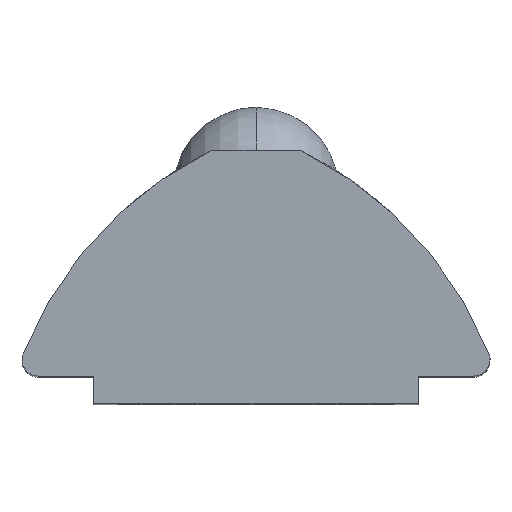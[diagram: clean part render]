
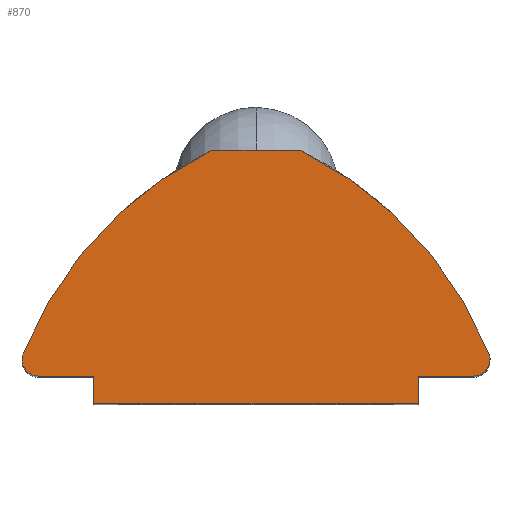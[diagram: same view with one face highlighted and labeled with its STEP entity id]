
A CAD part, top view. The second image highlights one B-rep face of the part: STEP entity #870.
In plain terms, the highlighted planar face has unit normal (0, 0, 1).
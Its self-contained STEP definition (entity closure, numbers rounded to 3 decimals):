
#10 = VERTEX_POINT ( 'NONE', #1748 ) ;
#38 = ORIENTED_EDGE ( 'NONE', *, *, #360, .T. ) ;
#45 = CARTESIAN_POINT ( 'NONE',  ( -2.95, 0.5, 12.5 ) ) ;
#54 = CARTESIAN_POINT ( 'NONE',  ( 3.95, 0.5, 12.5 ) ) ;
#64 = ORIENTED_EDGE ( 'NONE', *, *, #1378, .T. ) ;
#72 = CARTESIAN_POINT ( 'NONE',  ( -3.95, 0.5, 12.5 ) ) ;
#151 = EDGE_CURVE ( 'NONE', #1779, #172, #236, .T. ) ;
#152 = EDGE_CURVE ( 'NONE', #1685, #1405, #880, .T. ) ;
#172 = VERTEX_POINT ( 'NONE', #54 ) ;
#199 = CARTESIAN_POINT ( 'NONE',  ( -2.27, -1.691, 12.5 ) ) ;
#214 = EDGE_CURVE ( 'NONE', #1507, #1227, #249, .T. ) ;
#217 = ORIENTED_EDGE ( 'NONE', *, *, #403, .T. ) ;
#236 = LINE ( 'NONE', #761, #1368 ) ;
#249 = CIRCLE ( 'NONE', #966, 0.3 ) ;
#259 = CARTESIAN_POINT ( 'NONE',  ( -3.95, 0.8, 12.5 ) ) ;
#276 = DIRECTION ( 'NONE',  ( 0., 1., 0. ) ) ;
#286 = CARTESIAN_POINT ( 'NONE',  ( -3.95, 0.8, 12.5 ) ) ;
#313 = DIRECTION ( 'NONE',  ( 0., -1., 0. ) ) ;
#360 = EDGE_CURVE ( 'NONE', #1405, #1507, #562, .T. ) ;
#400 = EDGE_LOOP ( 'NONE', ( #545, #912, #217, #1415, #1137, #1539, #64, #1587, #38, #631, #1206 ) ) ;
#403 = EDGE_CURVE ( 'NONE', #979, #1779, #1511, .T. ) ;
#406 = CARTESIAN_POINT ( 'NONE',  ( 3.95, 0.8, 12.5 ) ) ;
#422 = DIRECTION ( 'NONE',  ( -1., 0., 0. ) ) ;
#446 = VECTOR ( 'NONE', #1703, 1000. ) ;
#458 = DIRECTION ( 'NONE',  ( 0., 0., 1. ) ) ;
#469 = CARTESIAN_POINT ( 'NONE',  ( -3.95, 0.8, 12.5 ) ) ;
#477 = EDGE_CURVE ( 'NONE', #172, #552, #1726, .T. ) ;
#508 = DIRECTION ( 'NONE',  ( -1., 0., 0. ) ) ;
#533 = DIRECTION ( 'NONE',  ( -1., 0., 0. ) ) ;
#537 = VECTOR ( 'NONE', #276, 1000. ) ;
#545 = ORIENTED_EDGE ( 'NONE', *, *, #942, .T. ) ;
#551 = LINE ( 'NONE', #759, #1464 ) ;
#552 = VERTEX_POINT ( 'NONE', #962 ) ;
#558 = DIRECTION ( 'NONE',  ( 0., 0., 1. ) ) ;
#562 = CIRCLE ( 'NONE', #1311, 0.3 ) ;
#563 = CIRCLE ( 'NONE', #1222, 7. ) ;
#601 = CARTESIAN_POINT ( 'NONE',  ( 2.95, 0.5, 12.5 ) ) ;
#619 = CARTESIAN_POINT ( 'NONE',  ( 2.27, -1.691, 12.5 ) ) ;
#631 = ORIENTED_EDGE ( 'NONE', *, *, #214, .T. ) ;
#667 = CARTESIAN_POINT ( 'NONE',  ( -0.8, 4.6, 12.5 ) ) ;
#700 = PLANE ( 'NONE',  #968 ) ;
#730 = VERTEX_POINT ( 'NONE', #1588 ) ;
#759 = CARTESIAN_POINT ( 'NONE',  ( -2.95, 0., 12.5 ) ) ;
#761 = CARTESIAN_POINT ( 'NONE',  ( 2.95, 0.5, 12.5 ) ) ;
#820 = AXIS2_PLACEMENT_3D ( 'NONE', #619, #888, #508 ) ;
#870 = ADVANCED_FACE ( 'NONE', ( #1113 ), #700, .F. ) ;
#880 = CIRCLE ( 'NONE', #820, 7. ) ;
#888 = DIRECTION ( 'NONE',  ( 0., 0., 1. ) ) ;
#898 = CARTESIAN_POINT ( 'NONE',  ( 2.95, 0., 12.5 ) ) ;
#912 = ORIENTED_EDGE ( 'NONE', *, *, #981, .T. ) ;
#936 = AXIS2_PLACEMENT_3D ( 'NONE', #406, #1777, #533 ) ;
#942 = EDGE_CURVE ( 'NONE', #1552, #10, #551, .T. ) ;
#946 = LINE ( 'NONE', #667, #1693 ) ;
#948 = DIRECTION ( 'NONE',  ( -1., 0., 0. ) ) ;
#962 = CARTESIAN_POINT ( 'NONE',  ( 4.228, 0.912, 12.5 ) ) ;
#966 = AXIS2_PLACEMENT_3D ( 'NONE', #469, #1727, #1738 ) ;
#968 = AXIS2_PLACEMENT_3D ( 'NONE', #286, #1377, #422 ) ;
#979 = VERTEX_POINT ( 'NONE', #898 ) ;
#981 = EDGE_CURVE ( 'NONE', #10, #979, #1582, .T. ) ;
#1006 = DIRECTION ( 'NONE',  ( 1., 0., 0. ) ) ;
#1069 = EDGE_CURVE ( 'NONE', #552, #730, #563, .T. ) ;
#1084 = CARTESIAN_POINT ( 'NONE',  ( -2.95, 0.5, 12.5 ) ) ;
#1113 = FACE_OUTER_BOUND ( 'NONE', #400, .T. ) ;
#1137 = ORIENTED_EDGE ( 'NONE', *, *, #477, .T. ) ;
#1188 = EDGE_CURVE ( 'NONE', #1227, #1552, #1295, .T. ) ;
#1206 = ORIENTED_EDGE ( 'NONE', *, *, #1188, .T. ) ;
#1222 = AXIS2_PLACEMENT_3D ( 'NONE', #199, #458, #1006 ) ;
#1227 = VERTEX_POINT ( 'NONE', #72 ) ;
#1295 = LINE ( 'NONE', #45, #446 ) ;
#1311 = AXIS2_PLACEMENT_3D ( 'NONE', #259, #558, #948 ) ;
#1368 = VECTOR ( 'NONE', #1440, 1000. ) ;
#1377 = DIRECTION ( 'NONE',  ( 0., 0., -1. ) ) ;
#1378 = EDGE_CURVE ( 'NONE', #730, #1685, #946, .T. ) ;
#1405 = VERTEX_POINT ( 'NONE', #1502 ) ;
#1415 = ORIENTED_EDGE ( 'NONE', *, *, #151, .T. ) ;
#1440 = DIRECTION ( 'NONE',  ( 1., 0., 0. ) ) ;
#1464 = VECTOR ( 'NONE', #313, 1000. ) ;
#1502 = CARTESIAN_POINT ( 'NONE',  ( -4.228, 0.912, 12.5 ) ) ;
#1504 = CARTESIAN_POINT ( 'NONE',  ( 2.95, 0., 12.5 ) ) ;
#1507 = VERTEX_POINT ( 'NONE', #1783 ) ;
#1511 = LINE ( 'NONE', #1504, #537 ) ;
#1539 = ORIENTED_EDGE ( 'NONE', *, *, #1069, .T. ) ;
#1540 = VECTOR ( 'NONE', #1702, 1000. ) ;
#1552 = VERTEX_POINT ( 'NONE', #1084 ) ;
#1558 = CARTESIAN_POINT ( 'NONE',  ( -0.8, 4.6, 12.5 ) ) ;
#1582 = LINE ( 'NONE', #1712, #1540 ) ;
#1587 = ORIENTED_EDGE ( 'NONE', *, *, #152, .T. ) ;
#1588 = CARTESIAN_POINT ( 'NONE',  ( 0.8, 4.6, 12.5 ) ) ;
#1685 = VERTEX_POINT ( 'NONE', #1558 ) ;
#1693 = VECTOR ( 'NONE', #1774, 1000. ) ;
#1702 = DIRECTION ( 'NONE',  ( 1., 0., 0. ) ) ;
#1703 = DIRECTION ( 'NONE',  ( 1., 0., 0. ) ) ;
#1712 = CARTESIAN_POINT ( 'NONE',  ( 2.95, 0., 12.5 ) ) ;
#1726 = CIRCLE ( 'NONE', #936, 0.3 ) ;
#1727 = DIRECTION ( 'NONE',  ( 0., 0., 1. ) ) ;
#1738 = DIRECTION ( 'NONE',  ( -1., 0., 0. ) ) ;
#1748 = CARTESIAN_POINT ( 'NONE',  ( -2.95, 0., 12.5 ) ) ;
#1774 = DIRECTION ( 'NONE',  ( -1., 0., 0. ) ) ;
#1777 = DIRECTION ( 'NONE',  ( 0., 0., 1. ) ) ;
#1779 = VERTEX_POINT ( 'NONE', #601 ) ;
#1783 = CARTESIAN_POINT ( 'NONE',  ( -4.25, 0.8, 12.5 ) ) ;
